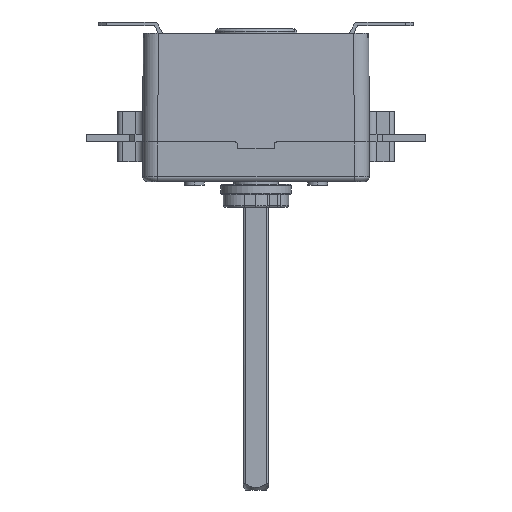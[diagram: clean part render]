
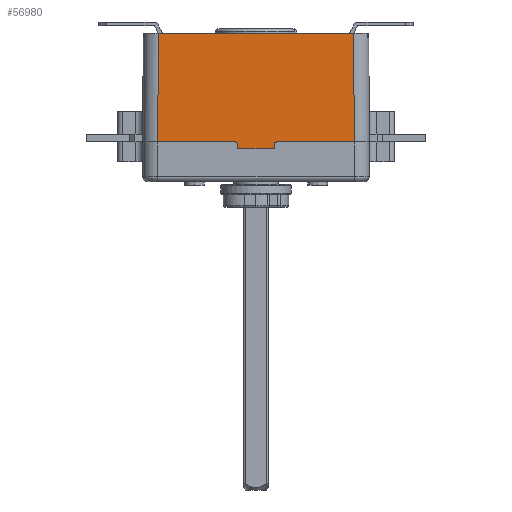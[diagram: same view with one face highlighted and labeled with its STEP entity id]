
A CAD part, left-side view. The second image highlights one B-rep face of the part: STEP entity #56980.
In plain terms, the highlighted planar face has unit normal (-1, 0, 0.005).
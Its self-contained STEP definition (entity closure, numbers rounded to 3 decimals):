
#56090=CARTESIAN_POINT('',(-2.687,4.743,
0.001));
#56100=DIRECTION('',(-1.,0.,
0.005));
#56110=DIRECTION('',(0.,1.,0.));
#56120=AXIS2_PLACEMENT_3D('',#56090,#56100,#56110);
#56130=PLANE('',#56120);
#56140=CARTESIAN_POINT('',(-2.437,0.,51.15));
#56150=DIRECTION('',(0.,1.,0.));
#56160=VECTOR('',#56150,1.);
#56170=LINE('',#56140,#56160);
#56180=CARTESIAN_POINT('',(-2.437,10.893,51.15));
#56190=VERTEX_POINT('',#56180);
#56200=CARTESIAN_POINT('',(-2.437,88.593,51.15));
#56210=VERTEX_POINT('',#56200);
#56220=EDGE_CURVE('',#56190,#56210,#56170,.T.);
#56230=ORIENTED_EDGE('',*,*,#56220,.T.);
#56240=CARTESIAN_POINT('',(-2.687,10.643,
0.029));
#56250=DIRECTION('',(0.005,0.005,
1.));
#56260=VECTOR('',#56250,1.);
#56270=LINE('',#56240,#56260);
#56280=CARTESIAN_POINT('',(-2.649,10.681,7.9));
#56290=VERTEX_POINT('',#56280);
#56300=EDGE_CURVE('',#56290,#56190,#56270,.T.);
#56310=ORIENTED_EDGE('',*,*,#56300,.T.);
#56320=CARTESIAN_POINT('',(-2.649,0.,7.9));
#56330=DIRECTION('',(0.,1.,0.));
#56340=VECTOR('',#56330,1.);
#56350=LINE('',#56320,#56340);
#56360=CARTESIAN_POINT('',(-2.649,41.418,7.9));
#56370=VERTEX_POINT('',#56360);
#56380=EDGE_CURVE('',#56290,#56370,#56350,.T.);
#56390=ORIENTED_EDGE('',*,*,#56380,.F.);
#56400=CARTESIAN_POINT('',(-2.654,41.418,6.9));
#56410=DIRECTION('',(-1.,0.,
0.005));
#56420=DIRECTION('',(-0.005,0.,
-1.));
#56430=AXIS2_PLACEMENT_3D('',#56400,#56410,#56420);
#56440=ELLIPSE('',#56430,1.,1.);
#56450=CARTESIAN_POINT('',(-2.654,42.418,6.9));
#56460=VERTEX_POINT('',#56450);
#56470=EDGE_CURVE('',#56370,#56460,#56440,.T.);
#56480=ORIENTED_EDGE('',*,*,#56470,.F.);
#56490=CARTESIAN_POINT('',(-2.687,42.418,0.));
#56500=DIRECTION('',(0.005,0.,
1.));
#56510=VECTOR('',#56500,1.);
#56520=LINE('',#56490,#56510);
#56530=CARTESIAN_POINT('',(-2.662,42.418,5.2));
#56540=VERTEX_POINT('',#56530);
#56550=EDGE_CURVE('',#56540,#56460,#56520,.T.);
#56560=ORIENTED_EDGE('',*,*,#56550,.T.);
#56570=CARTESIAN_POINT('',(-2.662,0.,5.2));
#56580=DIRECTION('',(0.,1.,0.));
#56590=VECTOR('',#56580,1.);
#56600=LINE('',#56570,#56590);
#56610=CARTESIAN_POINT('',(-2.662,57.068,5.2));
#56620=VERTEX_POINT('',#56610);
#56630=EDGE_CURVE('',#56540,#56620,#56600,.T.);
#56640=ORIENTED_EDGE('',*,*,#56630,.F.);
#56650=CARTESIAN_POINT('',(-2.687,57.068,0.));
#56660=DIRECTION('',(0.005,0.,
1.));
#56670=VECTOR('',#56660,1.);
#56680=LINE('',#56650,#56670);
#56690=CARTESIAN_POINT('',(-2.654,57.068,6.9));
#56700=VERTEX_POINT('',#56690);
#56710=EDGE_CURVE('',#56620,#56700,#56680,.T.);
#56720=ORIENTED_EDGE('',*,*,#56710,.F.);
#56730=CARTESIAN_POINT('',(-2.654,58.068,6.9));
#56740=DIRECTION('',(-1.,0.,
0.005));
#56750=DIRECTION('',(-0.005,0.,
-1.));
#56760=AXIS2_PLACEMENT_3D('',#56730,#56740,#56750);
#56770=ELLIPSE('',#56760,1.,1.);
#56780=CARTESIAN_POINT('',(-2.649,58.068,7.9));
#56790=VERTEX_POINT('',#56780);
#56800=EDGE_CURVE('',#56700,#56790,#56770,.T.);
#56810=ORIENTED_EDGE('',*,*,#56800,.F.);
#56820=CARTESIAN_POINT('',(-2.649,0.,7.9));
#56830=DIRECTION('',(0.,1.,0.));
#56840=VECTOR('',#56830,1.);
#56850=LINE('',#56820,#56840);
#56860=CARTESIAN_POINT('',(-2.649,88.804,7.9));
#56870=VERTEX_POINT('',#56860);
#56880=EDGE_CURVE('',#56790,#56870,#56850,.T.);
#56890=ORIENTED_EDGE('',*,*,#56880,.F.);
#56900=CARTESIAN_POINT('',(-2.687,88.843,
0.029));
#56910=DIRECTION('',(-0.005,0.005,
-1.));
#56920=VECTOR('',#56910,1.);
#56930=LINE('',#56900,#56920);
#56940=EDGE_CURVE('',#56210,#56870,#56930,.T.);
#56950=ORIENTED_EDGE('',*,*,#56940,.T.);
#56960=EDGE_LOOP('',(#56950,#56890,#56810,#56720,#56640,#56560,#56480,
#56390,#56310,#56230));
#56970=FACE_OUTER_BOUND('',#56960,.T.);
#56980=ADVANCED_FACE('',(#56970),#56130,.T.);
